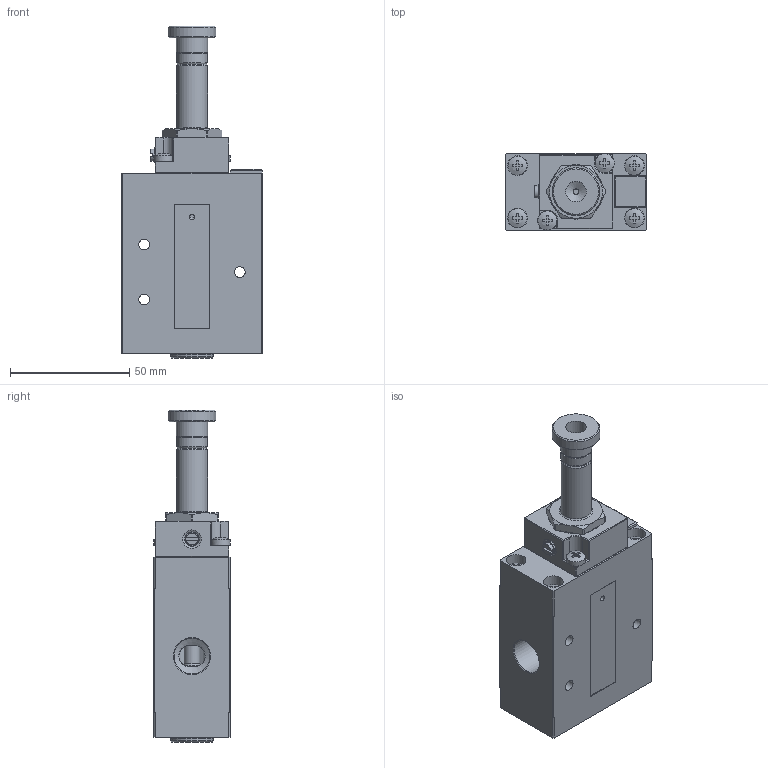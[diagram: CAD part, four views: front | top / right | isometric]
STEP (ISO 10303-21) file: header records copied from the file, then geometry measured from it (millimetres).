
FILE_DESCRIPTION(/* description */ ('Unknown'),/* implementation_level */ '2;1');
FILE_NAME(/* name */ '-MF-G3011S',/* time_stamp */ '2019-05-31T10:59:22+02:00',/* author */ ('Unknown'),/* organization */ ('Unknown'),/* preprocessor_version */ 'ST-DEVELOPER v16.7',/* originating_system */ 'DEX',/* authorisation */ $);
FILE_SCHEMA (('TECHNICAL_DATA_PACKAGING','AUTOMOTIVE_DESIGN {1 0 10303 214 3 1 1}'));
Length unit declared in the file: millimetre
Products named in the file (1): Parte1
Bounding box: 59 x 32 x 139.1 mm (x, y, z)
Volume: 136788.5 mm3; surface area: 48202.5 mm2
Topology: 4 solids, 4 shells, 832 faces, 2346 edges, 1514 vertices
Faces by surface type: plane 575, cylinder 142, cone 77, torus 24, sphere 10, bspline 4
Full cylindrical faces by diameter (mm): 2 x2, 2.2 x1, 2.25 x1, 2.4 x3, 2.5 x3, 3 x1, 4 x2, 4.134 x1, 4.2 x1, 4.3 x1, 4.5 x3, 4.6 x1, 5 x1, 5.1 x1, 5.8 x1, 6 x3, 6.25 x1, 6.4 x2, 6.5 x2, 7 x1, 7.5 x1, 7.9 x2, 8 x9, 8.1 x4, 8.25 x4, 8.5 x1, 8.566 x1, 9 x1, 9.8 x1, 10.6 x2
Entity records: 35787 total; most frequent: CARTESIAN_POINT 9336, DIRECTION 4207, ORIENTED_EDGE 4154, EDGE_CURVE 2077, AXIS2_PLACEMENT_3D 1533, VERTEX_POINT 1435, FACE_BOUND 1172, EDGE_LOOP 1167
